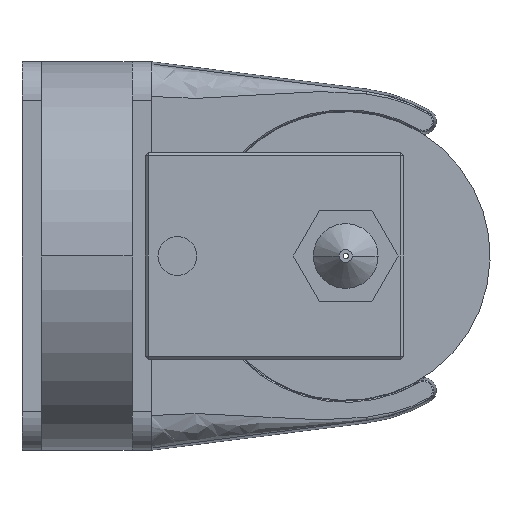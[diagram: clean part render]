
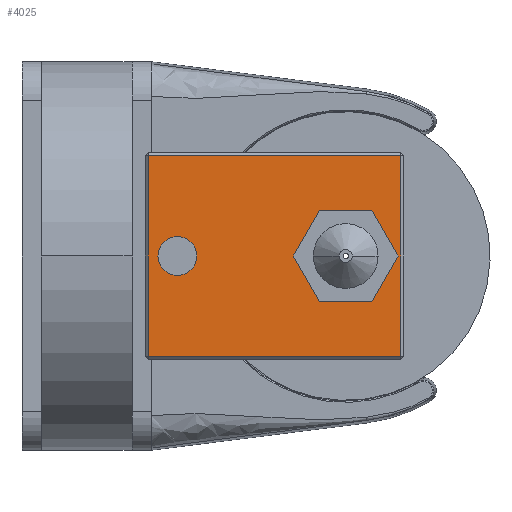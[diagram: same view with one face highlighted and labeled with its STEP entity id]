
A CAD part, front view. The second image highlights one B-rep face of the part: STEP entity #4025.
In plain terms, the highlighted planar face has unit normal (0, -1, 0).
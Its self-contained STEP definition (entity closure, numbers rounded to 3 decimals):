
#77 = CARTESIAN_POINT ( 'NONE',  ( 5.5, 0., 0. ) ) ;
#225 = DIRECTION ( 'NONE',  ( 0., 0., 1. ) ) ;
#414 = LINE ( 'NONE', #4753, #6674 ) ;
#864 = CARTESIAN_POINT ( 'NONE',  ( -9.75, 0., -7.75 ) ) ;
#870 = ORIENTED_EDGE ( 'NONE', *, *, #1317, .F. ) ;
#1180 = CIRCLE ( 'NONE', #6860, 1.5 ) ;
#1317 = EDGE_CURVE ( 'NONE', #11391, #6174, #5236, .T. ) ;
#1396 = VERTEX_POINT ( 'NONE', #11363 ) ;
#1603 = EDGE_CURVE ( 'NONE', #13860, #8871, #8738, .T. ) ;
#1688 = DIRECTION ( 'NONE',  ( 0., 0., -1. ) ) ;
#2233 = FACE_BOUND ( 'NONE', #10740, .T. ) ;
#2267 = DIRECTION ( 'NONE',  ( 0., 0., -1. ) ) ;
#2479 = EDGE_CURVE ( 'NONE', #12883, #7488, #1180, .T. ) ;
#2757 = CARTESIAN_POINT ( 'NONE',  ( -7.5, 0., -1.5 ) ) ;
#3250 = EDGE_CURVE ( 'NONE', #7488, #12883, #8263, .T. ) ;
#3473 = AXIS2_PLACEMENT_3D ( 'NONE', #10278, #5991, #12614 ) ;
#3954 = CIRCLE ( 'NONE', #8292, 3. ) ;
#4025 = ADVANCED_FACE ( 'NONE', ( #5449, #2233, #11025 ), #6589, .T. ) ;
#4220 = DIRECTION ( 'NONE',  ( 1., 0., 0. ) ) ;
#4287 = CARTESIAN_POINT ( 'NONE',  ( 0., 0., -7.75 ) ) ;
#4410 = DIRECTION ( 'NONE',  ( 0., -1., 0. ) ) ;
#4440 = CARTESIAN_POINT ( 'NONE',  ( 9.75, 0., 7.75 ) ) ;
#4506 = VECTOR ( 'NONE', #8197, 1000. ) ;
#4563 = DIRECTION ( 'NONE',  ( 0., 1., 0. ) ) ;
#4753 = CARTESIAN_POINT ( 'NONE',  ( -9.75, 0., 0. ) ) ;
#5061 = CARTESIAN_POINT ( 'NONE',  ( 9.75, 0., 0. ) ) ;
#5195 = DIRECTION ( 'NONE',  ( 0., 0., 1. ) ) ;
#5236 = CIRCLE ( 'NONE', #13223, 3. ) ;
#5310 = ORIENTED_EDGE ( 'NONE', *, *, #8993, .T. ) ;
#5449 = FACE_OUTER_BOUND ( 'NONE', #10489, .T. ) ;
#5991 = DIRECTION ( 'NONE',  ( 0., 1., 0. ) ) ;
#6004 = CARTESIAN_POINT ( 'NONE',  ( 9.75, 0., -7.75 ) ) ;
#6151 = VECTOR ( 'NONE', #4220, 1000. ) ;
#6174 = VERTEX_POINT ( 'NONE', #10555 ) ;
#6589 = PLANE ( 'NONE',  #7028 ) ;
#6674 = VECTOR ( 'NONE', #1688, 1000. ) ;
#6722 = VERTEX_POINT ( 'NONE', #4440 ) ;
#6860 = AXIS2_PLACEMENT_3D ( 'NONE', #11841, #4563, #225 ) ;
#7028 = AXIS2_PLACEMENT_3D ( 'NONE', #13154, #10020, #10951 ) ;
#7220 = EDGE_LOOP ( 'NONE', ( #14043, #870 ) ) ;
#7272 = ORIENTED_EDGE ( 'NONE', *, *, #1603, .T. ) ;
#7462 = EDGE_CURVE ( 'NONE', #6174, #11391, #3954, .T. ) ;
#7488 = VERTEX_POINT ( 'NONE', #9057 ) ;
#7601 = EDGE_CURVE ( 'NONE', #1396, #13860, #414, .T. ) ;
#7750 = DIRECTION ( 'NONE',  ( 0., -1., 0. ) ) ;
#7766 = VECTOR ( 'NONE', #5195, 1000. ) ;
#7865 = CARTESIAN_POINT ( 'NONE',  ( 5.5, 0., 3. ) ) ;
#8197 = DIRECTION ( 'NONE',  ( -1., 0., 0. ) ) ;
#8263 = CIRCLE ( 'NONE', #3473, 1.5 ) ;
#8292 = AXIS2_PLACEMENT_3D ( 'NONE', #77, #4410, #2267 ) ;
#8421 = ORIENTED_EDGE ( 'NONE', *, *, #11642, .T. ) ;
#8738 = LINE ( 'NONE', #4287, #6151 ) ;
#8871 = VERTEX_POINT ( 'NONE', #6004 ) ;
#8993 = EDGE_CURVE ( 'NONE', #6722, #1396, #13764, .T. ) ;
#9057 = CARTESIAN_POINT ( 'NONE',  ( -7.5, 0., 1.5 ) ) ;
#9563 = ORIENTED_EDGE ( 'NONE', *, *, #3250, .T. ) ;
#9771 = ORIENTED_EDGE ( 'NONE', *, *, #2479, .T. ) ;
#10020 = DIRECTION ( 'NONE',  ( 0., -1., 0. ) ) ;
#10278 = CARTESIAN_POINT ( 'NONE',  ( -7.5, 0., 0. ) ) ;
#10406 = CARTESIAN_POINT ( 'NONE',  ( 0., 0., 7.75 ) ) ;
#10489 = EDGE_LOOP ( 'NONE', ( #5310, #13660, #7272, #8421 ) ) ;
#10555 = CARTESIAN_POINT ( 'NONE',  ( 5.5, 0., -3. ) ) ;
#10740 = EDGE_LOOP ( 'NONE', ( #9563, #9771 ) ) ;
#10819 = CARTESIAN_POINT ( 'NONE',  ( 5.5, 0., 0. ) ) ;
#10951 = DIRECTION ( 'NONE',  ( 0., 0., -1. ) ) ;
#11025 = FACE_BOUND ( 'NONE', #7220, .T. ) ;
#11363 = CARTESIAN_POINT ( 'NONE',  ( -9.75, 0., 7.75 ) ) ;
#11391 = VERTEX_POINT ( 'NONE', #7865 ) ;
#11642 = EDGE_CURVE ( 'NONE', #8871, #6722, #13919, .T. ) ;
#11841 = CARTESIAN_POINT ( 'NONE',  ( -7.5, 0., 0. ) ) ;
#12091 = DIRECTION ( 'NONE',  ( 0., 0., -1. ) ) ;
#12614 = DIRECTION ( 'NONE',  ( 0., 0., 1. ) ) ;
#12883 = VERTEX_POINT ( 'NONE', #2757 ) ;
#13154 = CARTESIAN_POINT ( 'NONE',  ( 0., 0., 0. ) ) ;
#13223 = AXIS2_PLACEMENT_3D ( 'NONE', #10819, #7750, #12091 ) ;
#13660 = ORIENTED_EDGE ( 'NONE', *, *, #7601, .T. ) ;
#13764 = LINE ( 'NONE', #10406, #4506 ) ;
#13860 = VERTEX_POINT ( 'NONE', #864 ) ;
#13919 = LINE ( 'NONE', #5061, #7766 ) ;
#14043 = ORIENTED_EDGE ( 'NONE', *, *, #7462, .F. ) ;
